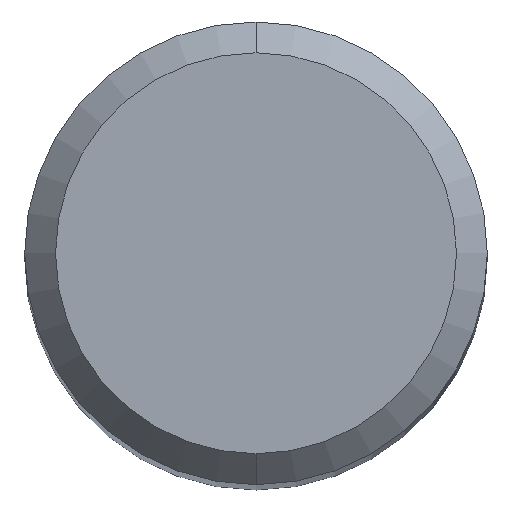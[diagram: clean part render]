
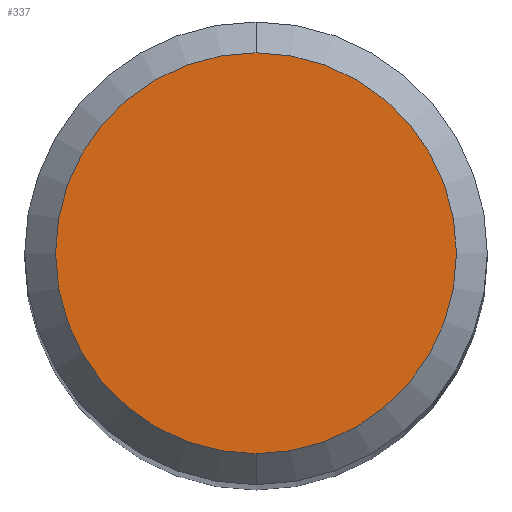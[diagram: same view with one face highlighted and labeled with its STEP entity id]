
A CAD part, top view. The second image highlights one B-rep face of the part: STEP entity #337.
In plain terms, the highlighted planar face has unit normal (0, 0, 1).
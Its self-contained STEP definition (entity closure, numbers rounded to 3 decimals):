
#191=VERTEX_POINT('',#500);
#251=VERTEX_POINT('',#568);
#337=ADVANCED_FACE('',(#658),#659,.T.);
#381=EDGE_CURVE('',#191,#251,#709,.T.);
#417=EDGE_CURVE('',#251,#191,#747,.T.);
#500=CARTESIAN_POINT('',(0.,-2.6,0.0));
#568=CARTESIAN_POINT('',(0.0,2.6,0.0));
#658=FACE_OUTER_BOUND('',#1177,.T.);
#659=PLANE('',#1178);
#709=CIRCLE('',#1294,2.6);
#747=CIRCLE('',#1347,2.6);
#1177=EDGE_LOOP('',(#1612,#1613));
#1178=AXIS2_PLACEMENT_3D('',#1614,#1615,#1616);
#1294=AXIS2_PLACEMENT_3D('',#1685,#1686,#1687);
#1347=AXIS2_PLACEMENT_3D('',#1720,#1721,#1722);
#1612=ORIENTED_EDGE('',*,*,#417,.F.);
#1613=ORIENTED_EDGE('',*,*,#381,.F.);
#1614=CARTESIAN_POINT('',(0.0,1.3,0.0));
#1615=DIRECTION('',(-0.0,0.0,1.0));
#1616=DIRECTION('',(0.0,-1.0,0.0));
#1685=CARTESIAN_POINT('',(0.0,0.0,0.0));
#1686=DIRECTION('',(0.0,0.0,-1.0));
#1687=DIRECTION('',(0.0,1.0,0.0));
#1720=CARTESIAN_POINT('',(0.0,0.0,0.0));
#1721=DIRECTION('',(0.0,0.0,-1.0));
#1722=DIRECTION('',(0.0,1.0,0.0));
